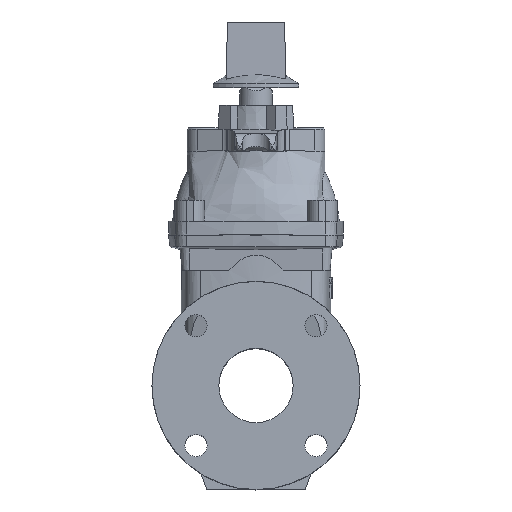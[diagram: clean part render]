
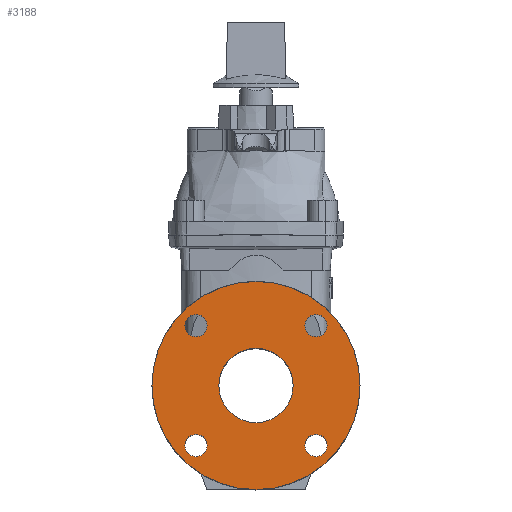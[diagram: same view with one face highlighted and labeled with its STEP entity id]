
A CAD part, top view. The second image highlights one B-rep face of the part: STEP entity #3188.
In plain terms, the highlighted planar face has unit normal (0, 0, 1).
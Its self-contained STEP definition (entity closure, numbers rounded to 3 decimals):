
#2149 = CARTESIAN_POINT ( 'NONE',  ( -60.765, 51.265, 95. ) ) ;
#2156 = CARTESIAN_POINT ( 'NONE',  ( 31.75, 0., 95. ) ) ;
#2157 = CARTESIAN_POINT ( 'NONE',  ( 60.765, 51.265, 95. ) ) ;
#2159 = CARTESIAN_POINT ( 'NONE',  ( 89., 0., 95. ) ) ;
#2160 = CARTESIAN_POINT ( 'NONE',  ( -60.765, -51.265, 95. ) ) ;
#2163 = CARTESIAN_POINT ( 'NONE',  ( 60.765, -51.265, 95. ) ) ;
#3188 = ADVANCED_FACE ( 'NONE', ( #6297, #6301, #6299, #6300, #6298, #6302 ), #9909, .T. ) ;
#3976 = ORIENTED_EDGE ( 'NONE', *, *, #4792, .T. ) ;
#3977 = ORIENTED_EDGE ( 'NONE', *, *, #4784, .F. ) ;
#3978 = ORIENTED_EDGE ( 'NONE', *, *, #4768, .T. ) ;
#3979 = ORIENTED_EDGE ( 'NONE', *, *, #4757, .F. ) ;
#3980 = ORIENTED_EDGE ( 'NONE', *, *, #4740, .F. ) ;
#3981 = ORIENTED_EDGE ( 'NONE', *, *, #4758, .T. ) ;
#4027 = EDGE_LOOP ( 'NONE', ( #3981 ) ) ;
#4035 = EDGE_LOOP ( 'NONE', ( #3980 ) ) ;
#4066 = EDGE_LOOP ( 'NONE', ( #3976 ) ) ;
#4068 = EDGE_LOOP ( 'NONE', ( #3978 ) ) ;
#4079 = EDGE_LOOP ( 'NONE', ( #3979 ) ) ;
#4102 = EDGE_LOOP ( 'NONE', ( #3977 ) ) ;
#4740 = EDGE_CURVE ( 'NONE', #12765, #12765, #10772, .T. ) ;
#4757 = EDGE_CURVE ( 'NONE', #12778, #12778, #10798, .T. ) ;
#4758 = EDGE_CURVE ( 'NONE', #12780, #12780, #10799, .T. ) ;
#4768 = EDGE_CURVE ( 'NONE', #12784, #12784, #10810, .T. ) ;
#4784 = EDGE_CURVE ( 'NONE', #12786, #12786, #10833, .T. ) ;
#4792 = EDGE_CURVE ( 'NONE', #12791, #12791, #10830, .T. ) ;
#6297 = FACE_BOUND ( 'NONE', #4027, .T. ) ;
#6298 = FACE_BOUND ( 'NONE', #4102, .T. ) ;
#6299 = FACE_BOUND ( 'NONE', #4079, .T. ) ;
#6300 = FACE_OUTER_BOUND ( 'NONE', #4068, .T. ) ;
#6301 = FACE_BOUND ( 'NONE', #4035, .T. ) ;
#6302 = FACE_BOUND ( 'NONE', #4066, .T. ) ;
#7556 = AXIS2_PLACEMENT_3D ( 'NONE', #9910, #9903, #9912 ) ;
#9903 = DIRECTION ( 'NONE',  ( 0., 0., 1. ) ) ;
#9909 = PLANE ( 'NONE',  #7556 ) ;
#9910 = CARTESIAN_POINT ( 'NONE',  ( 0., 89., 95. ) ) ;
#9912 = DIRECTION ( 'NONE',  ( -1., 0., 0. ) ) ;
#10368 = DIRECTION ( 'NONE',  ( 0., 0., -1. ) ) ;
#10772 = CIRCLE ( 'NONE', #11845, 9.5 ) ;
#10798 = CIRCLE ( 'NONE', #11853, 31.75 ) ;
#10799 = CIRCLE ( 'NONE', #11854, 9.5 ) ;
#10810 = CIRCLE ( 'NONE', #11858, 89. ) ;
#10830 = CIRCLE ( 'NONE', #11866, 9.5 ) ;
#10833 = CIRCLE ( 'NONE', #11863, 9.5 ) ;
#11780 = CARTESIAN_POINT ( 'NONE',  ( -51.265, 51.265, 95. ) ) ;
#11781 = DIRECTION ( 'NONE',  ( 0., 0., 1. ) ) ;
#11782 = DIRECTION ( 'NONE',  ( -1., 0., 0. ) ) ;
#11828 = CARTESIAN_POINT ( 'NONE',  ( 0., 0., 95. ) ) ;
#11829 = DIRECTION ( 'NONE',  ( 0., 0., 1. ) ) ;
#11830 = DIRECTION ( 'NONE',  ( 1., 0., 0. ) ) ;
#11831 = CARTESIAN_POINT ( 'NONE',  ( 51.265, 51.265, 95. ) ) ;
#11845 = AXIS2_PLACEMENT_3D ( 'NONE', #11780, #11781, #11782 ) ;
#11853 = AXIS2_PLACEMENT_3D ( 'NONE', #11828, #11829, #11830 ) ;
#11854 = AXIS2_PLACEMENT_3D ( 'NONE', #11831, #10368, #11983 ) ;
#11858 = AXIS2_PLACEMENT_3D ( 'NONE', #12005, #12006, #12007 ) ;
#11863 = AXIS2_PLACEMENT_3D ( 'NONE', #12048, #12049, #12050 ) ;
#11866 = AXIS2_PLACEMENT_3D ( 'NONE', #12066, #12067, #12068 ) ;
#11983 = DIRECTION ( 'NONE',  ( 1., 0., 0. ) ) ;
#12005 = CARTESIAN_POINT ( 'NONE',  ( 0., 0., 95. ) ) ;
#12006 = DIRECTION ( 'NONE',  ( 0., 0., 1. ) ) ;
#12007 = DIRECTION ( 'NONE',  ( 1., 0., 0. ) ) ;
#12048 = CARTESIAN_POINT ( 'NONE',  ( -51.265, -51.265, 95. ) ) ;
#12049 = DIRECTION ( 'NONE',  ( 0., 0., 1. ) ) ;
#12050 = DIRECTION ( 'NONE',  ( -1., 0., 0. ) ) ;
#12066 = CARTESIAN_POINT ( 'NONE',  ( 51.265, -51.265, 95. ) ) ;
#12067 = DIRECTION ( 'NONE',  ( 0., 0., -1. ) ) ;
#12068 = DIRECTION ( 'NONE',  ( 1., 0., 0. ) ) ;
#12765 = VERTEX_POINT ( 'NONE', #2149 ) ;
#12778 = VERTEX_POINT ( 'NONE', #2156 ) ;
#12780 = VERTEX_POINT ( 'NONE', #2157 ) ;
#12784 = VERTEX_POINT ( 'NONE', #2159 ) ;
#12786 = VERTEX_POINT ( 'NONE', #2160 ) ;
#12791 = VERTEX_POINT ( 'NONE', #2163 ) ;
